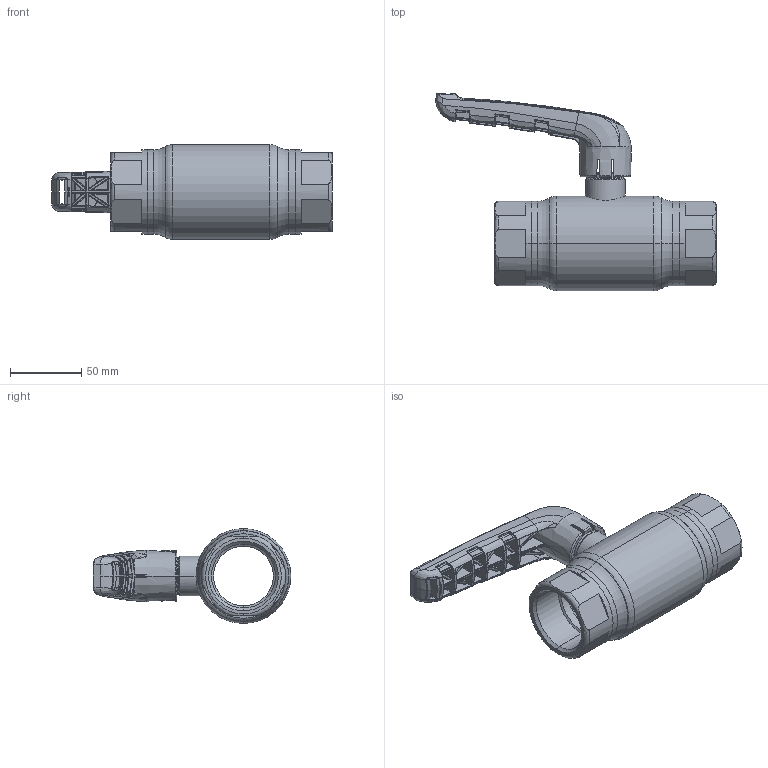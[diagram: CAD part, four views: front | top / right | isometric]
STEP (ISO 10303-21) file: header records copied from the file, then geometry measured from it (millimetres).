
FILE_DESCRIPTION (( 'STEP AP214' ), '1' );
FILE_NAME ('2040002000-xxxx.step', '2019-05-10T06:51:39', ( '' ), ( '' ), 'SwSTEP 2.0', 'SolidWorks 2017', '' );
FILE_SCHEMA (( 'AUTOMOTIVE_DESIGN' ));
Length unit declared in the file: millimetre
Products named in the file (1): 2040002000-xxxx
Bounding box: 197.35 x 139.05 x 66.68 mm (x, y, z)
Surface area: 70836.7 mm2 (no closed solid volume)
Topology: 0 solids, 8 shells, 863 faces, 2673 edges, 1677 vertices
Faces by surface type: bspline 709, plane 63, cylinder 34, torus 25, cone 24, sphere 8
Entity records: 62670 total; most frequent: CARTESIAN_POINT 35938, ORIENTED_EDGE 4415, EDGE_CURVE 2661, DIRECTION 1820, B_SPLINE_CURVE_WITH_KNOTS 1810, VERTEX_POINT 1677, EDGE_LOOP 871, UNCERTAINTY_MEASURE_WITH_UNIT 865
